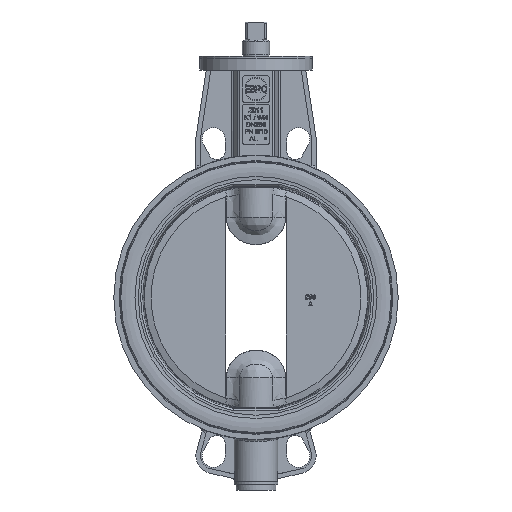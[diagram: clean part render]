
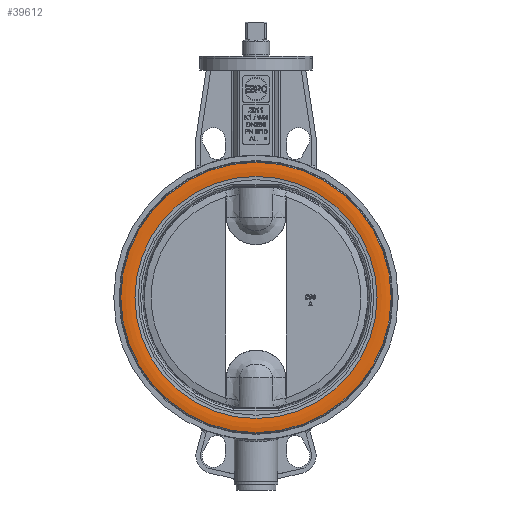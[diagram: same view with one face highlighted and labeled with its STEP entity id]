
A CAD part, front view. The second image highlights one B-rep face of the part: STEP entity #39612.
In plain terms, the highlighted toroidal (fillet/blend) face has major radius 141 mm and minor radius 41 mm.
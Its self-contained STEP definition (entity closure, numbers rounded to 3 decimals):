
#466=TOROIDAL_SURFACE('',#41968,141.,41.);
#926=FACE_BOUND('',#5451,.T.);
#3229=FACE_OUTER_BOUND('',#5450,.T.);
#5450=EDGE_LOOP('',(#26195));
#5451=EDGE_LOOP('',(#26196));
#13037=CIRCLE('',#41969,149.2);
#13038=CIRCLE('',#41970,133.607);
#15196=VERTEX_POINT('',#62911);
#15197=VERTEX_POINT('',#62913);
#19416=EDGE_CURVE('',#15196,#15196,#13037,.T.);
#19417=EDGE_CURVE('',#15197,#15197,#13038,.T.);
#26195=ORIENTED_EDGE('',*,*,#19416,.F.);
#26196=ORIENTED_EDGE('',*,*,#19417,.F.);
#39612=ADVANCED_FACE('',(#3229,#926),#466,.T.);
#41968=AXIS2_PLACEMENT_3D('',#62910,#47038,#47039);
#41969=AXIS2_PLACEMENT_3D('',#62912,#47040,#47041);
#41970=AXIS2_PLACEMENT_3D('',#62914,#47042,#47043);
#47038=DIRECTION('center_axis',(0.,-1.,0.));
#47039=DIRECTION('ref_axis',(0.,0.,1.));
#47040=DIRECTION('center_axis',(0.,1.,0.));
#47041=DIRECTION('ref_axis',(1.,0.,0.));
#47042=DIRECTION('center_axis',(0.,-1.,0.));
#47043=DIRECTION('ref_axis',(1.,0.,0.));
#62910=CARTESIAN_POINT('Origin',(0.,6.,
0.));
#62911=CARTESIAN_POINT('',(-149.2,-34.172,0.));
#62912=CARTESIAN_POINT('Origin',(0.,-34.172,
0.));
#62913=CARTESIAN_POINT('',(-133.607,-34.328,0.));
#62914=CARTESIAN_POINT('Origin',(0.,-34.328,
0.));
